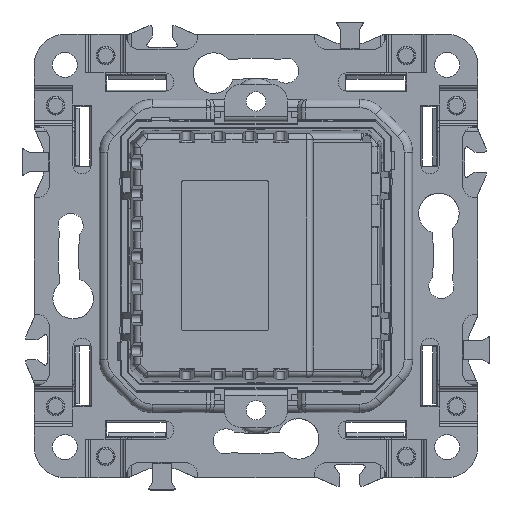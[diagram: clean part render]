
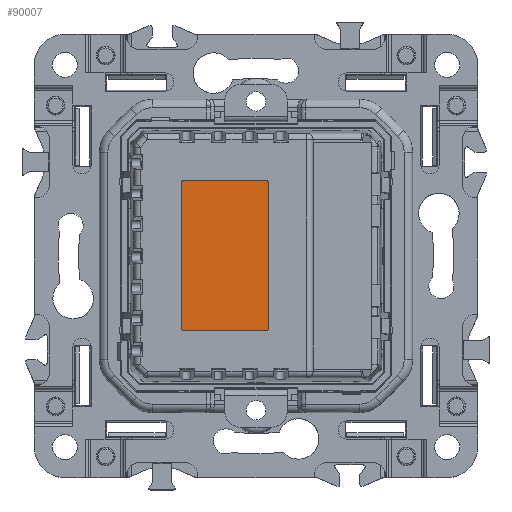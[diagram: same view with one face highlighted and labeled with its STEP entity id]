
A CAD part, top view. The second image highlights one B-rep face of the part: STEP entity #90007.
In plain terms, the highlighted planar face has unit normal (0, 0, 1).
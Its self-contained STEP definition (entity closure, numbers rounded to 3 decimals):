
#771 = DIRECTION ( 'NONE',  ( 0., 0., -1. ) ) ;
#3252 = VERTEX_POINT ( 'NONE', #81082 ) ;
#3304 = CIRCLE ( 'NONE', #49367, 0.5 ) ;
#3539 = EDGE_CURVE ( 'NONE', #3252, #82096, #78670, .T. ) ;
#4343 = LINE ( 'NONE', #60994, #21334 ) ;
#6864 = EDGE_CURVE ( 'NONE', #54319, #30687, #59798, .T. ) ;
#7371 = EDGE_CURVE ( 'NONE', #59604, #53501, #53228, .T. ) ;
#7458 = CIRCLE ( 'NONE', #84577, 0.5 ) ;
#11478 = CARTESIAN_POINT ( 'NONE',  ( -12.432, 1022.265, 39.487 ) ) ;
#11874 = CARTESIAN_POINT ( 'NONE',  ( -12.432, 1000.765, 39.487 ) ) ;
#12777 = ORIENTED_EDGE ( 'NONE', *, *, #6864, .T. ) ;
#15736 = CARTESIAN_POINT ( 'NONE',  ( 1.568, 998.765, 39.487 ) ) ;
#16674 = CIRCLE ( 'NONE', #61162, 0.5 ) ;
#16725 = CARTESIAN_POINT ( 'NONE',  ( 1.068, 1022.765, 39.487 ) ) ;
#18657 = VECTOR ( 'NONE', #79584, 1000. ) ;
#20341 = CARTESIAN_POINT ( 'NONE',  ( -12.432, 999.265, 39.487 ) ) ;
#21334 = VECTOR ( 'NONE', #39229, 1000. ) ;
#21639 = ORIENTED_EDGE ( 'NONE', *, *, #86246, .T. ) ;
#21814 = VECTOR ( 'NONE', #54148, 1000. ) ;
#23033 = DIRECTION ( 'NONE',  ( 0., -1., 0. ) ) ;
#28494 = ORIENTED_EDGE ( 'NONE', *, *, #3539, .F. ) ;
#29147 = EDGE_CURVE ( 'NONE', #30687, #82096, #7458, .T. ) ;
#30687 = VERTEX_POINT ( 'NONE', #40239 ) ;
#35164 = CARTESIAN_POINT ( 'NONE',  ( -11.932, 1022.265, 39.487 ) ) ;
#35296 = DIRECTION ( 'NONE',  ( 0., -1., 0. ) ) ;
#37921 = CARTESIAN_POINT ( 'NONE',  ( -5.461, 1010.765, 39.487 ) ) ;
#39229 = DIRECTION ( 'NONE',  ( -1., 0., 0. ) ) ;
#40239 = CARTESIAN_POINT ( 'NONE',  ( 1.068, 998.765, 39.487 ) ) ;
#40726 = EDGE_CURVE ( 'NONE', #53501, #54319, #16674, .T. ) ;
#41324 = ORIENTED_EDGE ( 'NONE', *, *, #7371, .T. ) ;
#42322 = CARTESIAN_POINT ( 'NONE',  ( -11.932, 999.265, 39.487 ) ) ;
#43497 = DIRECTION ( 'NONE',  ( 0., -1., 0. ) ) ;
#47115 = ORIENTED_EDGE ( 'NONE', *, *, #67157, .T. ) ;
#47436 = DIRECTION ( 'NONE',  ( 0., -1., 0. ) ) ;
#48370 = DIRECTION ( 'NONE',  ( 0., 0., 1. ) ) ;
#49236 = CARTESIAN_POINT ( 'NONE',  ( 1.068, 999.265, 39.487 ) ) ;
#49367 = AXIS2_PLACEMENT_3D ( 'NONE', #35164, #71328, #43497 ) ;
#49423 = EDGE_CURVE ( 'NONE', #81512, #59604, #3304, .T. ) ;
#50470 = FACE_OUTER_BOUND ( 'NONE', #66401, .T. ) ;
#53228 = LINE ( 'NONE', #11874, #21814 ) ;
#53467 = CARTESIAN_POINT ( 'NONE',  ( 1.068, 1022.265, 39.487 ) ) ;
#53501 = VERTEX_POINT ( 'NONE', #20341 ) ;
#54148 = DIRECTION ( 'NONE',  ( 0., -1., 0. ) ) ;
#54319 = VERTEX_POINT ( 'NONE', #86811 ) ;
#59604 = VERTEX_POINT ( 'NONE', #11478 ) ;
#59798 = LINE ( 'NONE', #15736, #84291 ) ;
#60277 = CARTESIAN_POINT ( 'NONE',  ( 1.568, 999.265, 39.487 ) ) ;
#60994 = CARTESIAN_POINT ( 'NONE',  ( 1.568, 1022.765, 39.487 ) ) ;
#61162 = AXIS2_PLACEMENT_3D ( 'NONE', #42322, #48370, #68760 ) ;
#66401 = EDGE_LOOP ( 'NONE', ( #21639, #77528, #41324, #83236, #12777, #75895, #28494, #47115 ) ) ;
#67157 = EDGE_CURVE ( 'NONE', #3252, #70511, #83139, .T. ) ;
#68760 = DIRECTION ( 'NONE',  ( 0., -1., 0. ) ) ;
#70511 = VERTEX_POINT ( 'NONE', #16725 ) ;
#70562 = DIRECTION ( 'NONE',  ( 0., 0., 1. ) ) ;
#71328 = DIRECTION ( 'NONE',  ( 0., 0., 1. ) ) ;
#72838 = DIRECTION ( 'NONE',  ( 1., 0., 0. ) ) ;
#73062 = CARTESIAN_POINT ( 'NONE',  ( 1.568, 1000.765, 39.487 ) ) ;
#75740 = DIRECTION ( 'NONE',  ( 0., 0., 1. ) ) ;
#75895 = ORIENTED_EDGE ( 'NONE', *, *, #29147, .T. ) ;
#77528 = ORIENTED_EDGE ( 'NONE', *, *, #49423, .T. ) ;
#78670 = LINE ( 'NONE', #73062, #18657 ) ;
#78776 = PLANE ( 'NONE',  #80998 ) ;
#79584 = DIRECTION ( 'NONE',  ( 0., -1., 0. ) ) ;
#80998 = AXIS2_PLACEMENT_3D ( 'NONE', #37921, #771, #23033 ) ;
#81082 = CARTESIAN_POINT ( 'NONE',  ( 1.568, 1022.265, 39.487 ) ) ;
#81512 = VERTEX_POINT ( 'NONE', #85090 ) ;
#82096 = VERTEX_POINT ( 'NONE', #60277 ) ;
#83139 = CIRCLE ( 'NONE', #84599, 0.5 ) ;
#83236 = ORIENTED_EDGE ( 'NONE', *, *, #40726, .T. ) ;
#84291 = VECTOR ( 'NONE', #72838, 1000. ) ;
#84577 = AXIS2_PLACEMENT_3D ( 'NONE', #49236, #70562, #35296 ) ;
#84599 = AXIS2_PLACEMENT_3D ( 'NONE', #53467, #75740, #47436 ) ;
#85090 = CARTESIAN_POINT ( 'NONE',  ( -11.932, 1022.765, 39.487 ) ) ;
#86246 = EDGE_CURVE ( 'NONE', #70511, #81512, #4343, .T. ) ;
#86811 = CARTESIAN_POINT ( 'NONE',  ( -11.932, 998.765, 39.487 ) ) ;
#90007 = ADVANCED_FACE ( 'NONE', ( #50470 ), #78776, .F. ) ;
